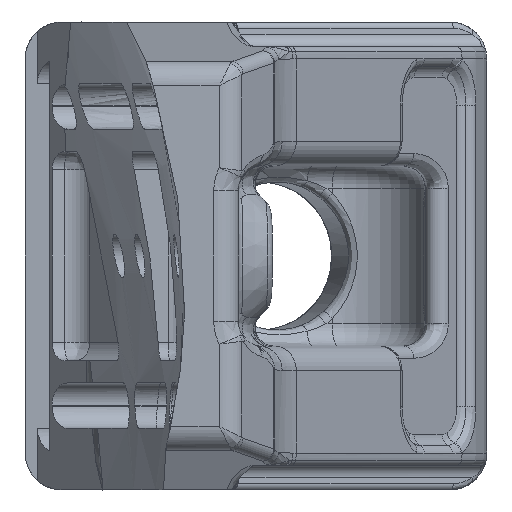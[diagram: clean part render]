
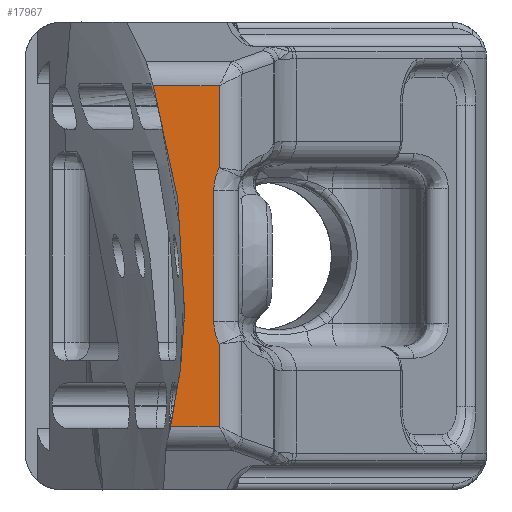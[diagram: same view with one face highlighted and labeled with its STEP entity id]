
A CAD part, front view. The second image highlights one B-rep face of the part: STEP entity #17967.
In plain terms, the highlighted planar face has unit normal (0, -1, 0).
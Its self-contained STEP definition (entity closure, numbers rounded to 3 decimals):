
#504=PLANE('',#19488);
#1078=B_SPLINE_CURVE_WITH_KNOTS('',3,(#32070,#32071,#32072,#32073,#32074,
#32075),.UNSPECIFIED.,.F.,.F.,(4,2,4),(-2.811,-1.409,
0.),.UNSPECIFIED.);
#1194=B_SPLINE_CURVE_WITH_KNOTS('',3,(#37612,#37613,#37614,#37615,#37616,
#37617,#37618,#37619,#37620,#37621,#37622,#37623,#37624,#37625,#37626,#37627,
#37628,#37629,#37630),.UNSPECIFIED.,.F.,.F.,(4,3,3,3,3,3,4),(3.142,
3.221,3.3,3.381,3.461,3.541,
3.622),.UNSPECIFIED.);
#1195=B_SPLINE_CURVE_WITH_KNOTS('',3,(#37632,#37633,#37634,#37635,#37636,
#37637,#37638,#37639,#37640,#37641,#37642,#37643,#37644,#37645,#37646,#37647,
#37648,#37649,#37650),.UNSPECIFIED.,.F.,.F.,(4,3,3,3,3,3,4),(2.661,
2.742,2.822,2.902,2.981,3.061,
3.142),.UNSPECIFIED.);
#1560=LINE('',#24865,#2876);
#2316=LINE('',#37609,#3632);
#2317=LINE('',#37611,#3633);
#2318=LINE('',#37652,#3634);
#2319=LINE('',#37653,#3635);
#2876=VECTOR('',#20191,1000.);
#3632=VECTOR('',#22681,1000.);
#3633=VECTOR('',#22682,1000.);
#3634=VECTOR('',#22683,1000.);
#3635=VECTOR('',#22684,1000.);
#5144=FACE_OUTER_BOUND('',#6270,.T.);
#6270=EDGE_LOOP('',(#15114,#15115,#15116,#15117,#15118,#15119,#15120,#15121));
#7544=VERTEX_POINT('',#24862);
#7545=VERTEX_POINT('',#24864);
#8397=VERTEX_POINT('',#32056);
#8398=VERTEX_POINT('',#32069);
#8664=VERTEX_POINT('',#37608);
#8665=VERTEX_POINT('',#37610);
#8666=VERTEX_POINT('',#37631);
#8667=VERTEX_POINT('',#37651);
#9283=EDGE_CURVE('',#7544,#7545,#1560,.T.);
#10443=EDGE_CURVE('',#8398,#8397,#1078,.T.);
#10948=EDGE_CURVE('',#8664,#8397,#2316,.T.);
#10949=EDGE_CURVE('',#8665,#8664,#2317,.T.);
#10950=EDGE_CURVE('',#7545,#8665,#1194,.T.);
#10951=EDGE_CURVE('',#8666,#7544,#1195,.T.);
#10952=EDGE_CURVE('',#8667,#8666,#2318,.T.);
#10953=EDGE_CURVE('',#8398,#8667,#2319,.T.);
#15114=ORIENTED_EDGE('',*,*,#10443,.T.);
#15115=ORIENTED_EDGE('',*,*,#10948,.F.);
#15116=ORIENTED_EDGE('',*,*,#10949,.F.);
#15117=ORIENTED_EDGE('',*,*,#10950,.F.);
#15118=ORIENTED_EDGE('',*,*,#9283,.F.);
#15119=ORIENTED_EDGE('',*,*,#10951,.F.);
#15120=ORIENTED_EDGE('',*,*,#10952,.F.);
#15121=ORIENTED_EDGE('',*,*,#10953,.F.);
#17967=ADVANCED_FACE('',(#5144),#504,.F.);
#19488=AXIS2_PLACEMENT_3D('',#37607,#22679,#22680);
#20191=DIRECTION('',(0.,0.,-1.));
#22679=DIRECTION('center_axis',(0.,1.,0.));
#22680=DIRECTION('ref_axis',(1.,0.,0.));
#22681=DIRECTION('',(-1.,0.,0.));
#22682=DIRECTION('',(0.,0.,-1.));
#22683=DIRECTION('',(0.,0.,-1.));
#22684=DIRECTION('',(1.,0.,0.));
#24862=CARTESIAN_POINT('',(21.852,-80.658,5.309));
#24864=CARTESIAN_POINT('',(21.852,-80.658,-5.309));
#24865=CARTESIAN_POINT('',(21.852,-80.658,19.05));
#32056=CARTESIAN_POINT('',(18.355,-80.658,-13.82));
#32069=CARTESIAN_POINT('',(16.95,-80.658,13.82));
#32070=CARTESIAN_POINT('Ctrl Pts',(16.95,-80.658,13.82));
#32071=CARTESIAN_POINT('Ctrl Pts',(18.23,-80.658,9.34));
#32072=CARTESIAN_POINT('Ctrl Pts',(19.118,-80.658,4.721));
#32073=CARTESIAN_POINT('Ctrl Pts',(19.699,-80.658,-4.621));
#32074=CARTESIAN_POINT('Ctrl Pts',(19.383,-80.658,-9.238));
#32075=CARTESIAN_POINT('Ctrl Pts',(18.355,-80.658,-13.82));
#37607=CARTESIAN_POINT('Origin',(23.546,-80.658,19.05));
#37608=CARTESIAN_POINT('',(22.305,-80.658,-13.82));
#37609=CARTESIAN_POINT('',(23.546,-80.658,-13.82));
#37610=CARTESIAN_POINT('',(22.305,-80.658,-7.157));
#37611=CARTESIAN_POINT('',(22.305,-80.658,19.05));
#37612=CARTESIAN_POINT('Ctrl Pts',(21.852,-80.658,-5.309));
#37613=CARTESIAN_POINT('Ctrl Pts',(21.852,-80.658,-5.415));
#37614=CARTESIAN_POINT('Ctrl Pts',(21.857,-80.658,-5.521));
#37615=CARTESIAN_POINT('Ctrl Pts',(21.865,-80.658,-5.627));
#37616=CARTESIAN_POINT('Ctrl Pts',(21.873,-80.658,-5.731));
#37617=CARTESIAN_POINT('Ctrl Pts',(21.886,-80.658,-5.836));
#37618=CARTESIAN_POINT('Ctrl Pts',(21.903,-80.658,-5.94));
#37619=CARTESIAN_POINT('Ctrl Pts',(21.919,-80.658,-6.046));
#37620=CARTESIAN_POINT('Ctrl Pts',(21.941,-80.658,-6.152));
#37621=CARTESIAN_POINT('Ctrl Pts',(21.966,-80.658,-6.257));
#37622=CARTESIAN_POINT('Ctrl Pts',(21.992,-80.658,-6.361));
#37623=CARTESIAN_POINT('Ctrl Pts',(22.021,-80.658,-6.465));
#37624=CARTESIAN_POINT('Ctrl Pts',(22.055,-80.658,-6.567));
#37625=CARTESIAN_POINT('Ctrl Pts',(22.089,-80.658,-6.669));
#37626=CARTESIAN_POINT('Ctrl Pts',(22.127,-80.658,-6.769));
#37627=CARTESIAN_POINT('Ctrl Pts',(22.169,-80.658,-6.868));
#37628=CARTESIAN_POINT('Ctrl Pts',(22.211,-80.658,-6.966));
#37629=CARTESIAN_POINT('Ctrl Pts',(22.256,-80.658,-7.063));
#37630=CARTESIAN_POINT('Ctrl Pts',(22.305,-80.658,-7.157));
#37631=CARTESIAN_POINT('',(22.305,-80.658,7.157));
#37632=CARTESIAN_POINT('Ctrl Pts',(22.305,-80.658,7.157));
#37633=CARTESIAN_POINT('Ctrl Pts',(22.256,-80.658,7.063));
#37634=CARTESIAN_POINT('Ctrl Pts',(22.211,-80.658,6.966));
#37635=CARTESIAN_POINT('Ctrl Pts',(22.169,-80.658,6.868));
#37636=CARTESIAN_POINT('Ctrl Pts',(22.127,-80.658,6.769));
#37637=CARTESIAN_POINT('Ctrl Pts',(22.089,-80.658,6.669));
#37638=CARTESIAN_POINT('Ctrl Pts',(22.055,-80.658,6.567));
#37639=CARTESIAN_POINT('Ctrl Pts',(22.022,-80.658,6.465));
#37640=CARTESIAN_POINT('Ctrl Pts',(21.992,-80.658,6.362));
#37641=CARTESIAN_POINT('Ctrl Pts',(21.967,-80.658,6.258));
#37642=CARTESIAN_POINT('Ctrl Pts',(21.942,-80.658,6.156));
#37643=CARTESIAN_POINT('Ctrl Pts',(21.921,-80.658,6.052));
#37644=CARTESIAN_POINT('Ctrl Pts',(21.904,-80.658,5.948));
#37645=CARTESIAN_POINT('Ctrl Pts',(21.887,-80.658,5.841));
#37646=CARTESIAN_POINT('Ctrl Pts',(21.874,-80.658,5.735));
#37647=CARTESIAN_POINT('Ctrl Pts',(21.865,-80.658,5.628));
#37648=CARTESIAN_POINT('Ctrl Pts',(21.857,-80.658,5.522));
#37649=CARTESIAN_POINT('Ctrl Pts',(21.852,-80.658,5.415));
#37650=CARTESIAN_POINT('Ctrl Pts',(21.852,-80.658,5.309));
#37651=CARTESIAN_POINT('',(22.305,-80.658,13.82));
#37652=CARTESIAN_POINT('',(22.305,-80.658,19.05));
#37653=CARTESIAN_POINT('',(23.546,-80.658,13.82));
